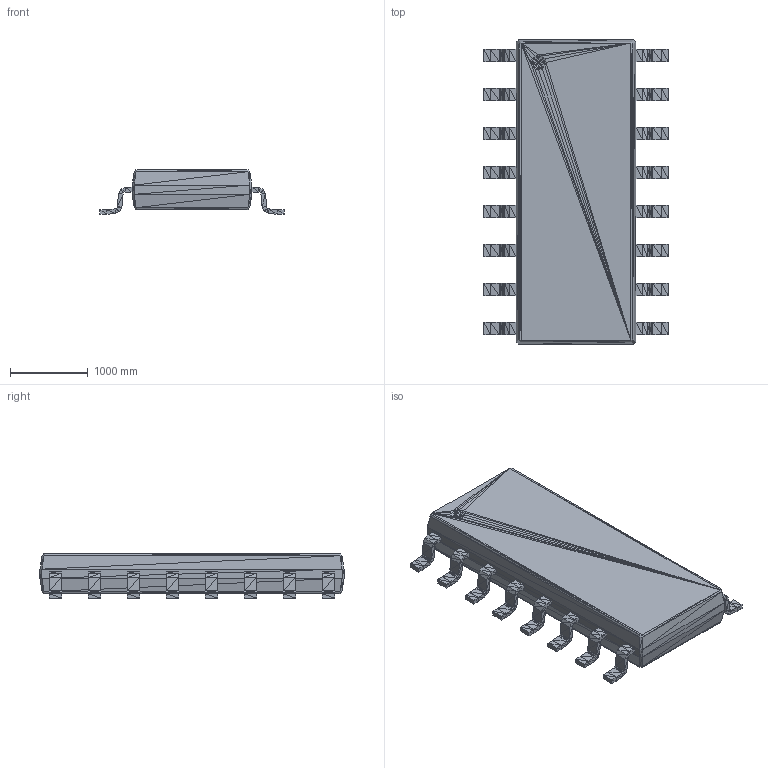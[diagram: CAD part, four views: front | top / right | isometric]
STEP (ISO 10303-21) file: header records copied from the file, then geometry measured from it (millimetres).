
FILE_DESCRIPTION(('FreeCAD Model'),'2;1');
FILE_NAME('SOIC-16_3.9x9.9mm_Pitch1.27mm.stp','2016-11-24T06:55:36',('FreeCAD'),('FreeCAD'), 'Open CASCADE STEP processor 6.8','FreeCAD','Unknown');
FILE_SCHEMA(('AUTOMOTIVE_DESIGN_CC2 { 1 2 10303 214 -1 1 5 4 }'));
Length unit declared in the file: millimetre
Products named in the file (19): Open CASCADE STEP translator 6.8 1; Open CASCADE STEP translator 6.8 1.1; Open CASCADE STEP translator 6.8 1.1.1; Open CASCADE STEP translator 6.8 1.1.2; Open CASCADE STEP translator 6.8 1.1.3; Open CASCADE STEP translator 6.8 1.1.4; Open CASCADE STEP translator 6.8 1.1.5; Open CASCADE STEP translator 6.8 1.1.6; Open CASCADE STEP translator 6.8 1.1.7; Open CASCADE STEP translator 6.8 1.1.8; Open CASCADE STEP translator 6.8 1.1.9; Open CASCADE STEP translator 6.8 1.1.10; Open CASCADE STEP translator 6.8 1.1.11; Open CASCADE STEP translator 6.8 1.1.12; Open CASCADE STEP translator 6.8 1.1.13; Open CASCADE STEP translator 6.8 1.1.14; Open CASCADE STEP translator 6.8 1.1.15; Open CASCADE STEP translator 6.8 1.1.16; Open CASCADE STEP translator 6.8 1.1.17
Assembly tree (18 placements, depth 3):
  Open CASCADE STEP translator 6.8 1
    Open CASCADE STEP translator 6.8 1.1
      Open CASCADE STEP translator 6.8 1.1.1
      Open CASCADE STEP translator 6.8 1.1.2
      Open CASCADE STEP translator 6.8 1.1.3
      Open CASCADE STEP translator 6.8 1.1.4
      Open CASCADE STEP translator 6.8 1.1.5
      Open CASCADE STEP translator 6.8 1.1.6
      Open CASCADE STEP translator 6.8 1.1.7
      Open CASCADE STEP translator 6.8 1.1.8
      Open CASCADE STEP translator 6.8 1.1.9
      Open CASCADE STEP translator 6.8 1.1.10
      Open CASCADE STEP translator 6.8 1.1.11
      Open CASCADE STEP translator 6.8 1.1.12
      Open CASCADE STEP translator 6.8 1.1.13
      Open CASCADE STEP translator 6.8 1.1.14
      Open CASCADE STEP translator 6.8 1.1.15
      Open CASCADE STEP translator 6.8 1.1.16
      Open CASCADE STEP translator 6.8 1.1.17
Bounding box: 2362.2 x 3897.62 x 570.87 mm (x, y, z)
Surface area: 21296183.1 mm2 (no closed solid volume)
Topology: 0 solids, 17 shells, 1439 faces, 2164 edges, 758 vertices
Faces by surface type: plane 1439
Entity records: 54464 total; most frequent: CARTESIAN_POINT 10838, DIRECTION 7256, LINE 4340, VECTOR 4340, ORIENTED_EDGE 4317, PCURVE 4317, DEFINITIONAL_REPRESENTATION 4317, EDGE_CURVE 2164
